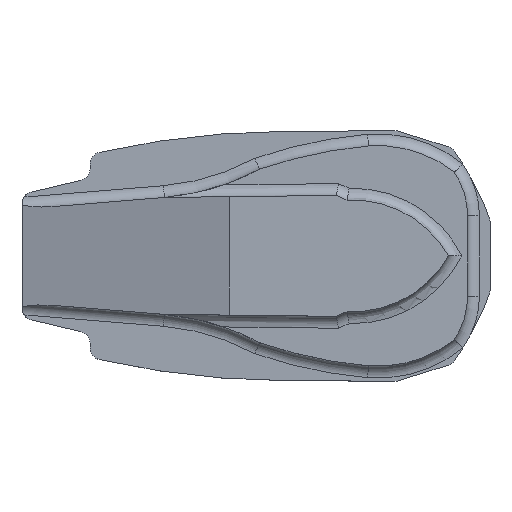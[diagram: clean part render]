
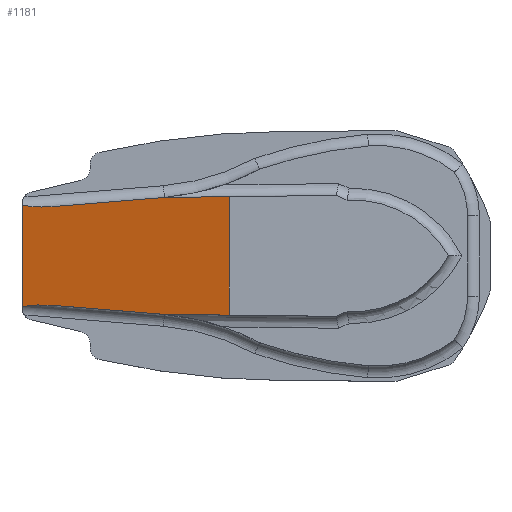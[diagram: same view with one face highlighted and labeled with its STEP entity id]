
A CAD part, top view. The second image highlights one B-rep face of the part: STEP entity #1181.
In plain terms, the highlighted planar face has unit normal (-0.275, 0, 0.962).
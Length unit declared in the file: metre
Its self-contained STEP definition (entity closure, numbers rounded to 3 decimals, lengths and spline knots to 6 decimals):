
#76=ELLIPSE('',#1278,0.084534,0.081281);
#77=ELLIPSE('',#1300,0.084534,0.081281);
#78=ELLIPSE('',#1319,0.014609,0.004);
#79=ELLIPSE('',#1324,0.014609,0.004);
#80=ELLIPSE('',#1334,0.014561,0.004);
#81=ELLIPSE('',#1335,0.014561,0.004);
#422=ORIENTED_EDGE('',*,*,#670,.F.);
#423=ORIENTED_EDGE('',*,*,#536,.F.);
#424=ORIENTED_EDGE('',*,*,#675,.F.);
#425=ORIENTED_EDGE('',*,*,#647,.F.);
#426=ORIENTED_EDGE('',*,*,#612,.T.);
#427=ORIENTED_EDGE('',*,*,#683,.T.);
#428=ORIENTED_EDGE('',*,*,#649,.F.);
#429=ORIENTED_EDGE('',*,*,#668,.F.);
#430=ORIENTED_EDGE('',*,*,#666,.F.);
#431=ORIENTED_EDGE('',*,*,#684,.T.);
#432=ORIENTED_EDGE('',*,*,#636,.F.);
#433=ORIENTED_EDGE('',*,*,#646,.F.);
#536=EDGE_CURVE('',#716,#717,#814,.T.);
#612=EDGE_CURVE('',#760,#765,#76,.F.);
#636=EDGE_CURVE('',#781,#782,#77,.T.);
#646=EDGE_CURVE('',#789,#781,#871,.T.);
#647=EDGE_CURVE('',#760,#790,#872,.T.);
#649=EDGE_CURVE('',#791,#792,#874,.T.);
#666=EDGE_CURVE('',#803,#804,#887,.T.);
#668=EDGE_CURVE('',#804,#791,#889,.T.);
#670=EDGE_CURVE('',#717,#789,#78,.T.);
#675=EDGE_CURVE('',#790,#716,#79,.T.);
#683=EDGE_CURVE('',#765,#792,#80,.F.);
#684=EDGE_CURVE('',#803,#782,#81,.F.);
#716=VERTEX_POINT('',#1785);
#717=VERTEX_POINT('',#1787);
#760=VERTEX_POINT('',#1929);
#765=VERTEX_POINT('',#1950);
#781=VERTEX_POINT('',#1998);
#782=VERTEX_POINT('',#2000);
#789=VERTEX_POINT('',#2030);
#790=VERTEX_POINT('',#2034);
#791=VERTEX_POINT('',#2038);
#792=VERTEX_POINT('',#2039);
#803=VERTEX_POINT('',#2071);
#804=VERTEX_POINT('',#2073);
#814=LINE('',#1786,#899);
#871=LINE('',#2031,#956);
#872=LINE('',#2033,#957);
#874=LINE('',#2037,#959);
#887=LINE('',#2072,#972);
#889=LINE('',#2076,#974);
#899=VECTOR('',#1407,1.);
#956=VECTOR('',#1610,1.);
#957=VECTOR('',#1613,1.);
#959=VECTOR('',#1617,1.);
#972=VECTOR('',#1648,1.);
#974=VECTOR('',#1652,1.);
#1023=EDGE_LOOP('',(#422,#423,#424,#425,#426,#427,#428,#429,#430,#431,#432,
#433));
#1090=FACE_BOUND('',#1023,.T.);
#1132=PLANE('',#1333);
#1181=ADVANCED_FACE('',(#1090),#1132,.T.);
#1278=AXIS2_PLACEMENT_3D('',#1951,#1539,#1540);
#1300=AXIS2_PLACEMENT_3D('',#1999,#1593,#1594);
#1319=AXIS2_PLACEMENT_3D('',#2082,#1655,#1656);
#1324=AXIS2_PLACEMENT_3D('',#2096,#1665,#1666);
#1333=AXIS2_PLACEMENT_3D('',#2140,#1683,#1684);
#1334=AXIS2_PLACEMENT_3D('',#2141,#1685,#1686);
#1335=AXIS2_PLACEMENT_3D('',#2142,#1687,#1688);
#1407=DIRECTION('',(0.,1.,0.));
#1539=DIRECTION('',(-0.275,0.,0.962));
#1540=DIRECTION('',(-0.962,0.,-0.275));
#1593=DIRECTION('',(-0.275,0.,0.962));
#1594=DIRECTION('',(-0.962,0.,-0.275));
#1610=DIRECTION('',(0.959,0.078,0.274));
#1613=DIRECTION('',(-0.959,0.078,-0.274));
#1617=DIRECTION('',(-0.961,0.011,-0.275));
#1648=DIRECTION('',(0.961,0.011,0.275));
#1652=DIRECTION('',(0.,-1.,0.));
#1655=DIRECTION('',(-0.275,0.,0.962));
#1656=DIRECTION('',(0.958,0.085,0.274));
#1665=DIRECTION('',(-0.275,0.,0.962));
#1666=DIRECTION('',(-0.958,0.085,-0.274));
#1683=DIRECTION('',(-0.275,0.,0.962));
#1684=DIRECTION('',(0.,1.,0.));
#1685=DIRECTION('',(-0.275,0.,0.962));
#1686=DIRECTION('',(0.961,-0.012,0.275));
#1687=DIRECTION('',(-0.275,0.,0.962));
#1688=DIRECTION('',(-0.961,-0.012,-0.275));
#1785=CARTESIAN_POINT('',(-0.108783,-0.014562,0.006));
#1786=CARTESIAN_POINT('',(-0.108783,0.018456,0.006));
#1787=CARTESIAN_POINT('',(-0.108783,0.019814,0.006));
#1929=CARTESIAN_POINT('',(-0.060687,-0.017127,0.019742));
#1950=CARTESIAN_POINT('',(-0.060592,-0.017135,0.019769));
#1951=CARTESIAN_POINT('',(-0.067296,-0.09814,0.017853));
#1998=CARTESIAN_POINT('',(-0.060687,0.02238,0.019742));
#1999=CARTESIAN_POINT('',(-0.067296,0.103392,0.017853));
#2000=CARTESIAN_POINT('',(-0.060592,0.022388,0.019769));
#2030=CARTESIAN_POINT('',(-0.098283,0.019312,0.009));
#2031=CARTESIAN_POINT('',(-0.081288,0.020699,0.013856));
#2033=CARTESIAN_POINT('',(-0.040201,-0.018799,0.025595));
#2034=CARTESIAN_POINT('',(-0.098283,-0.01406,0.009));
#2037=CARTESIAN_POINT('',(-0.038966,-0.017374,0.025948));
#2038=CARTESIAN_POINT('',(-0.038783,-0.017376,0.026));
#2039=CARTESIAN_POINT('',(-0.059783,-0.017138,0.02));
#2071=CARTESIAN_POINT('',(-0.059783,0.02239,0.02));
#2072=CARTESIAN_POINT('',(-0.032222,0.022703,0.027875));
#2073=CARTESIAN_POINT('',(-0.038783,0.022628,0.026));
#2076=CARTESIAN_POINT('',(-0.038783,-0.013203,0.026));
#2082=CARTESIAN_POINT('',(-0.098283,0.023326,0.009));
#2096=CARTESIAN_POINT('',(-0.098283,-0.018073,0.009));
#2140=CARTESIAN_POINT('',(-0.038783,0.,0.026));
#2141=CARTESIAN_POINT('',(-0.059783,-0.021138,0.02));
#2142=CARTESIAN_POINT('',(-0.059783,0.02639,0.02));
